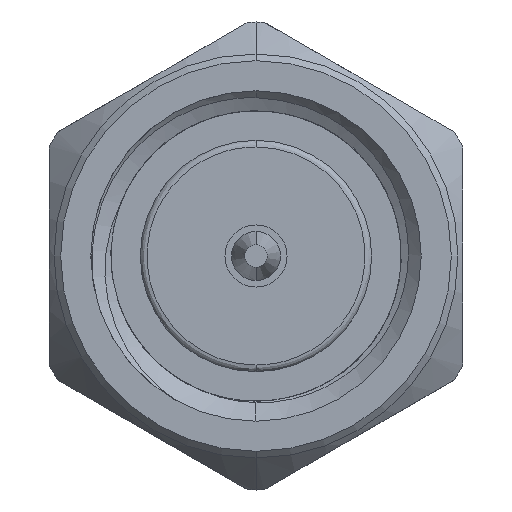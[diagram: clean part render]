
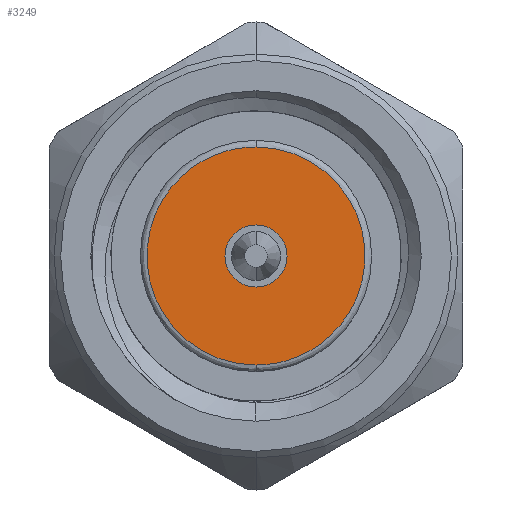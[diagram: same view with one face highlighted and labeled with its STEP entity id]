
A CAD part, left-side view. The second image highlights one B-rep face of the part: STEP entity #3249.
In plain terms, the highlighted planar face has unit normal (-1, 0, 0).
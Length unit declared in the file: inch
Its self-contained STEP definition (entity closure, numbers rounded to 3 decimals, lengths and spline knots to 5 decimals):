
#338 = EDGE_LOOP ( 'NONE', ( #3615, #6425 ) ) ;
#385 = DIRECTION ( 'NONE',  ( 0., 0., -1. ) ) ;
#400 = EDGE_CURVE ( 'NONE', #4992, #1681, #1423, .T. ) ;
#410 = CARTESIAN_POINT ( 'NONE',  ( 0.11, 0., 0. ) ) ;
#571 = CIRCLE ( 'NONE', #677, 0.0235 ) ;
#677 = AXIS2_PLACEMENT_3D ( 'NONE', #410, #2401, #385 ) ;
#782 = CARTESIAN_POINT ( 'NONE',  ( 0.11, -0.165, 0.0825 ) ) ;
#818 = CARTESIAN_POINT ( 'NONE',  ( 0.11, 0., 0.0825 ) ) ;
#953 = CARTESIAN_POINT ( 'NONE',  ( 0.11, 0., -0.0825 ) ) ;
#969 = ORIENTED_EDGE ( 'NONE', *, *, #1486, .F. ) ;
#1003 = CARTESIAN_POINT ( 'NONE',  ( 0.11, 0., -0.0825 ) ) ;
#1065 = FACE_OUTER_BOUND ( 'NONE', #1551, .T. ) ;
#1213 = CARTESIAN_POINT ( 'NONE',  ( 0.11, 0., -0.0825 ) ) ;
#1341 = VERTEX_POINT ( 'NONE', #1003 ) ;
#1423 = CIRCLE ( 'NONE', #5387, 0.0235 ) ;
#1486 = EDGE_CURVE ( 'NONE', #1341, #4676, #2345, .T. ) ;
#1488 = DIRECTION ( 'NONE',  ( 1., 0., 0. ) ) ;
#1551 = EDGE_LOOP ( 'NONE', ( #969, #6308 ) ) ;
#1681 = VERTEX_POINT ( 'NONE', #4049 ) ;
#1863 = CARTESIAN_POINT ( 'NONE',  ( 0.11, 0., -0.0235 ) ) ;
#2248 = AXIS2_PLACEMENT_3D ( 'NONE', #3064, #1488, #5465 ) ;
#2345 =( BOUNDED_CURVE ( )  B_SPLINE_CURVE ( 3, ( #953, #4937, #5927, #3307 ),
 .UNSPECIFIED., .F., .T. ) 
 B_SPLINE_CURVE_WITH_KNOTS ( ( 4, 4 ),
 ( 0., 1. ),
 .UNSPECIFIED. ) 
 CURVE ( )  GEOMETRIC_REPRESENTATION_ITEM ( )  RATIONAL_B_SPLINE_CURVE ( ( 1., 0.333, 0.333, 1. ) ) 
 REPRESENTATION_ITEM ( '' )  );
#2401 = DIRECTION ( 'NONE',  ( -1., 0., 0. ) ) ;
#2648 = DIRECTION ( 'NONE',  ( 0., 0., -1. ) ) ;
#2818 = CARTESIAN_POINT ( 'NONE',  ( 0.11, -0.165, -0.0825 ) ) ;
#3064 = CARTESIAN_POINT ( 'NONE',  ( 0.11, 0., 0. ) ) ;
#3249 = ADVANCED_FACE ( 'NONE', ( #3524, #1065 ), #6448, .F. ) ;
#3307 = CARTESIAN_POINT ( 'NONE',  ( 0.11, 0., 0.0825 ) ) ;
#3524 = FACE_BOUND ( 'NONE', #338, .T. ) ;
#3615 = ORIENTED_EDGE ( 'NONE', *, *, #400, .F. ) ;
#3977 =( BOUNDED_CURVE ( )  B_SPLINE_CURVE ( 3, ( #818, #782, #2818, #1213 ),
 .UNSPECIFIED., .F., .F. ) 
 B_SPLINE_CURVE_WITH_KNOTS ( ( 4, 4 ),
 ( 0., 1. ),
 .UNSPECIFIED. ) 
 CURVE ( )  GEOMETRIC_REPRESENTATION_ITEM ( )  RATIONAL_B_SPLINE_CURVE ( ( 1., 0.333, 0.333, 1. ) ) 
 REPRESENTATION_ITEM ( '' )  );
#4049 = CARTESIAN_POINT ( 'NONE',  ( 0.11, 0., 0.0235 ) ) ;
#4533 = DIRECTION ( 'NONE',  ( -1., 0., 0. ) ) ;
#4676 = VERTEX_POINT ( 'NONE', #5618 ) ;
#4937 = CARTESIAN_POINT ( 'NONE',  ( 0.11, 0.165, -0.0825 ) ) ;
#4992 = VERTEX_POINT ( 'NONE', #1863 ) ;
#5387 = AXIS2_PLACEMENT_3D ( 'NONE', #5541, #4533, #2648 ) ;
#5401 = EDGE_CURVE ( 'NONE', #4676, #1341, #3977, .T. ) ;
#5465 = DIRECTION ( 'NONE',  ( 0., 0., -1. ) ) ;
#5541 = CARTESIAN_POINT ( 'NONE',  ( 0.11, 0., 0. ) ) ;
#5618 = CARTESIAN_POINT ( 'NONE',  ( 0.11, 0., 0.0825 ) ) ;
#5871 = EDGE_CURVE ( 'NONE', #1681, #4992, #571, .T. ) ;
#5927 = CARTESIAN_POINT ( 'NONE',  ( 0.11, 0.165, 0.0825 ) ) ;
#6308 = ORIENTED_EDGE ( 'NONE', *, *, #5401, .F. ) ;
#6425 = ORIENTED_EDGE ( 'NONE', *, *, #5871, .F. ) ;
#6448 = PLANE ( 'NONE',  #2248 ) ;
